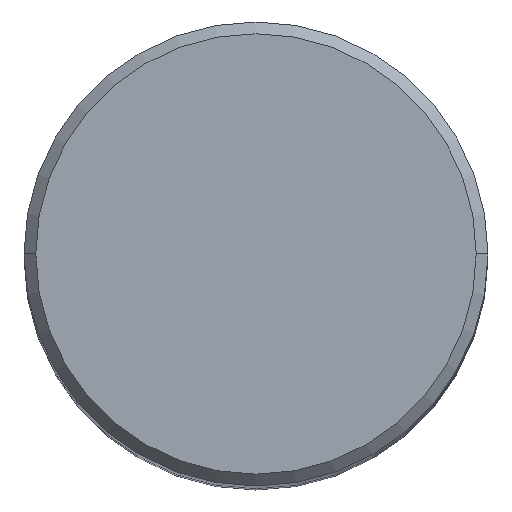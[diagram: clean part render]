
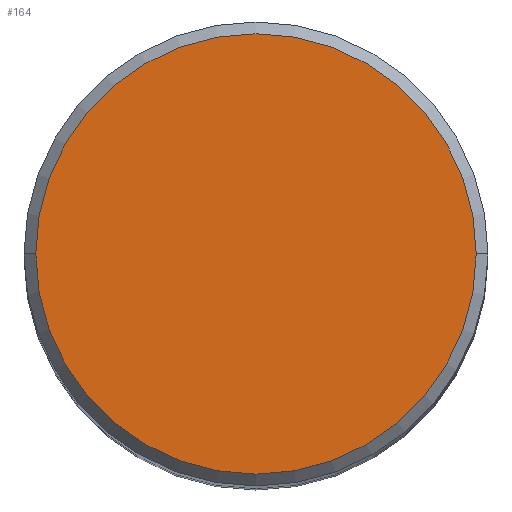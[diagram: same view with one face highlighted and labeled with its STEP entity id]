
A CAD part, top view. The second image highlights one B-rep face of the part: STEP entity #164.
In plain terms, the highlighted planar face has unit normal (0, 0, 1).
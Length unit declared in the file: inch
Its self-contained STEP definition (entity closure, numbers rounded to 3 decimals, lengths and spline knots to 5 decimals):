
#6 = PLANE ( 'NONE',  #128 ) ;
#77 = ORIENTED_EDGE ( 'NONE', *, *, #147, .T. ) ;
#119 = DIRECTION ( 'NONE',  ( -1., 0., 0. ) ) ;
#125 = DIRECTION ( 'NONE',  ( 0., 0., 1. ) ) ;
#128 = AXIS2_PLACEMENT_3D ( 'NONE', #129, #183, #119 ) ;
#129 = CARTESIAN_POINT ( 'NONE',  ( 0., 0.3737, 0. ) ) ;
#147 = EDGE_CURVE ( 'NONE', #285, #255, #256, .T. ) ;
#151 = CARTESIAN_POINT ( 'NONE',  ( 0., 0., 0. ) ) ;
#164 = ADVANCED_FACE ( 'NONE', ( #241 ), #6, .F. ) ;
#183 = DIRECTION ( 'NONE',  ( 0., 0., -1. ) ) ;
#187 = CARTESIAN_POINT ( 'NONE',  ( 0., 0., 0. ) ) ;
#194 = CARTESIAN_POINT ( 'NONE',  ( -0.3737, 0., 0. ) ) ;
#206 = AXIS2_PLACEMENT_3D ( 'NONE', #187, #289, #219 ) ;
#219 = DIRECTION ( 'NONE',  ( 1., 0., 0. ) ) ;
#241 = FACE_OUTER_BOUND ( 'NONE', #297, .T. ) ;
#255 = VERTEX_POINT ( 'NONE', #284 ) ;
#256 = CIRCLE ( 'NONE', #321, 0.3737 ) ;
#258 = EDGE_CURVE ( 'NONE', #255, #285, #342, .T. ) ;
#261 = DIRECTION ( 'NONE',  ( 1., 0., 0. ) ) ;
#284 = CARTESIAN_POINT ( 'NONE',  ( 0.3737, 0., 0. ) ) ;
#285 = VERTEX_POINT ( 'NONE', #194 ) ;
#289 = DIRECTION ( 'NONE',  ( 0., 0., 1. ) ) ;
#297 = EDGE_LOOP ( 'NONE', ( #77, #334 ) ) ;
#321 = AXIS2_PLACEMENT_3D ( 'NONE', #151, #125, #261 ) ;
#334 = ORIENTED_EDGE ( 'NONE', *, *, #258, .T. ) ;
#342 = CIRCLE ( 'NONE', #206, 0.3737 ) ;
